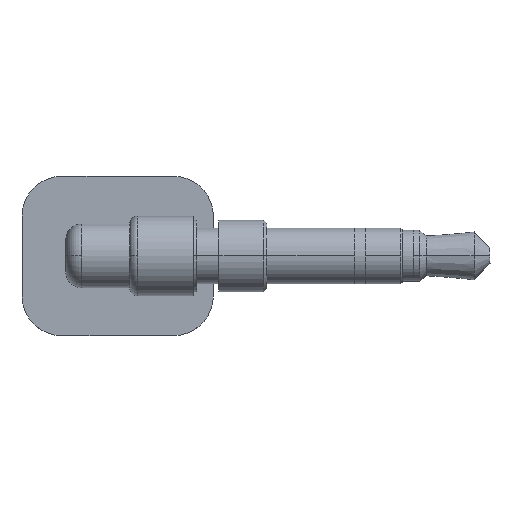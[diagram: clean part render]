
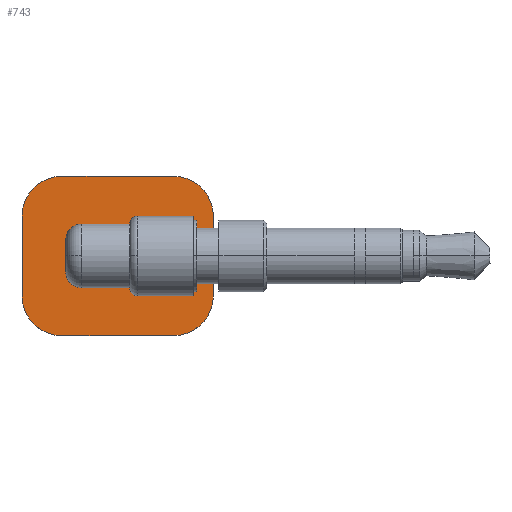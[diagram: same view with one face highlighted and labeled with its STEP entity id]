
A CAD part, top view. The second image highlights one B-rep face of the part: STEP entity #743.
In plain terms, the highlighted planar face has unit normal (0, 0, 1).
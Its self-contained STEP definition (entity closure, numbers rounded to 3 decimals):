
#76 = VERTEX_POINT('',#77);
#77 = CARTESIAN_POINT('',(0.,2.5,1.619));
#83 = EDGE_CURVE('',#76,#84,#86,.T.);
#84 = VERTEX_POINT('',#85);
#85 = CARTESIAN_POINT('',(0.,7.5,1.619));
#86 = LINE('',#87,#88);
#87 = CARTESIAN_POINT('',(0.,2.5,1.619));
#88 = VECTOR('',#89,1.);
#89 = DIRECTION('',(0.,1.,0.));
#114 = EDGE_CURVE('',#84,#115,#117,.T.);
#115 = VERTEX_POINT('',#116);
#116 = CARTESIAN_POINT('',(2.5,10.,1.619));
#117 = CIRCLE('',#118,2.499);
#118 = AXIS2_PLACEMENT_3D('',#119,#120,#121);
#119 = CARTESIAN_POINT('',(2.499,7.501,1.619));
#120 = DIRECTION('',(0.,0.,-1.));
#121 = DIRECTION('',(-1.,0.,-0.));
#147 = EDGE_CURVE('',#115,#148,#150,.T.);
#148 = VERTEX_POINT('',#149);
#149 = CARTESIAN_POINT('',(9.5,10.,1.619));
#150 = LINE('',#151,#152);
#151 = CARTESIAN_POINT('',(2.5,10.,1.619));
#152 = VECTOR('',#153,1.);
#153 = DIRECTION('',(1.,0.,0.));
#178 = EDGE_CURVE('',#148,#179,#181,.T.);
#179 = VERTEX_POINT('',#180);
#180 = CARTESIAN_POINT('',(12.,7.5,1.619));
#181 = CIRCLE('',#182,2.499);
#182 = AXIS2_PLACEMENT_3D('',#183,#184,#185);
#183 = CARTESIAN_POINT('',(9.501,7.501,1.619));
#184 = DIRECTION('',(0.,0.,-1.));
#185 = DIRECTION('',(0.,1.,0.));
#211 = EDGE_CURVE('',#179,#212,#214,.T.);
#212 = VERTEX_POINT('',#213);
#213 = CARTESIAN_POINT('',(12.,2.504,1.619));
#214 = LINE('',#215,#216);
#215 = CARTESIAN_POINT('',(12.,7.5,1.619));
#216 = VECTOR('',#217,1.);
#217 = DIRECTION('',(0.,-1.,0.));
#242 = EDGE_CURVE('',#212,#243,#245,.T.);
#243 = VERTEX_POINT('',#244);
#244 = CARTESIAN_POINT('',(9.496,0.,1.619));
#245 = CIRCLE('',#246,2.503);
#246 = AXIS2_PLACEMENT_3D('',#247,#248,#249);
#247 = CARTESIAN_POINT('',(9.497,2.503,1.619));
#248 = DIRECTION('',(0.,0.,-1.));
#249 = DIRECTION('',(1.,0.001,0.));
#275 = EDGE_CURVE('',#243,#276,#278,.T.);
#276 = VERTEX_POINT('',#277);
#277 = CARTESIAN_POINT('',(2.5,0.,1.619));
#278 = LINE('',#279,#280);
#279 = CARTESIAN_POINT('',(9.496,0.,1.619));
#280 = VECTOR('',#281,1.);
#281 = DIRECTION('',(-1.,0.,0.));
#306 = EDGE_CURVE('',#276,#76,#307,.T.);
#307 = CIRCLE('',#308,2.499);
#308 = AXIS2_PLACEMENT_3D('',#309,#310,#311);
#309 = CARTESIAN_POINT('',(2.499,2.499,1.619));
#310 = DIRECTION('',(0.,0.,-1.));
#311 = DIRECTION('',(0.,-1.,0.));
#332 = VERTEX_POINT('',#333);
#333 = CARTESIAN_POINT('',(4.75,5.35,1.619));
#339 = EDGE_CURVE('',#332,#340,#342,.T.);
#340 = VERTEX_POINT('',#341);
#341 = CARTESIAN_POINT('',(4.75,4.65,1.619));
#342 = LINE('',#343,#344);
#343 = CARTESIAN_POINT('',(4.75,5.35,1.619));
#344 = VECTOR('',#345,1.);
#345 = DIRECTION('',(0.,-1.,0.));
#370 = EDGE_CURVE('',#340,#371,#373,.T.);
#371 = VERTEX_POINT('',#372);
#372 = CARTESIAN_POINT('',(5.25,4.65,1.619));
#373 = CIRCLE('',#374,0.25);
#374 = AXIS2_PLACEMENT_3D('',#375,#376,#377);
#375 = CARTESIAN_POINT('',(5.,4.65,1.619));
#376 = DIRECTION('',(0.,0.,1.));
#377 = DIRECTION('',(-1.,0.,0.));
#403 = EDGE_CURVE('',#371,#404,#406,.T.);
#404 = VERTEX_POINT('',#405);
#405 = CARTESIAN_POINT('',(5.25,5.35,1.619));
#406 = LINE('',#407,#408);
#407 = CARTESIAN_POINT('',(5.25,4.65,1.619));
#408 = VECTOR('',#409,1.);
#409 = DIRECTION('',(0.,1.,0.));
#434 = EDGE_CURVE('',#404,#332,#435,.T.);
#435 = CIRCLE('',#436,0.25);
#436 = AXIS2_PLACEMENT_3D('',#437,#438,#439);
#437 = CARTESIAN_POINT('',(5.,5.35,1.619));
#438 = DIRECTION('',(0.,0.,1.));
#439 = DIRECTION('',(1.,0.,-0.));
#460 = VERTEX_POINT('',#461);
#461 = CARTESIAN_POINT('',(9.75,5.35,1.619));
#467 = EDGE_CURVE('',#460,#468,#470,.T.);
#468 = VERTEX_POINT('',#469);
#469 = CARTESIAN_POINT('',(9.75,4.65,1.619));
#470 = LINE('',#471,#472);
#471 = CARTESIAN_POINT('',(9.75,5.35,1.619));
#472 = VECTOR('',#473,1.);
#473 = DIRECTION('',(0.,-1.,0.));
#498 = EDGE_CURVE('',#468,#499,#501,.T.);
#499 = VERTEX_POINT('',#500);
#500 = CARTESIAN_POINT('',(10.25,4.65,1.619));
#501 = CIRCLE('',#502,0.25);
#502 = AXIS2_PLACEMENT_3D('',#503,#504,#505);
#503 = CARTESIAN_POINT('',(10.,4.65,1.619));
#504 = DIRECTION('',(0.,0.,1.));
#505 = DIRECTION('',(-1.,0.,-0.));
#531 = EDGE_CURVE('',#499,#532,#534,.T.);
#532 = VERTEX_POINT('',#533);
#533 = CARTESIAN_POINT('',(10.25,5.35,1.619));
#534 = LINE('',#535,#536);
#535 = CARTESIAN_POINT('',(10.25,4.65,1.619));
#536 = VECTOR('',#537,1.);
#537 = DIRECTION('',(0.,1.,0.));
#562 = EDGE_CURVE('',#532,#460,#563,.T.);
#563 = CIRCLE('',#564,0.25);
#564 = AXIS2_PLACEMENT_3D('',#565,#566,#567);
#565 = CARTESIAN_POINT('',(10.,5.35,1.619));
#566 = DIRECTION('',(0.,0.,1.));
#567 = DIRECTION('',(1.,0.,0.));
#588 = VERTEX_POINT('',#589);
#589 = CARTESIAN_POINT('',(7.25,5.35,1.619));
#595 = EDGE_CURVE('',#588,#596,#598,.T.);
#596 = VERTEX_POINT('',#597);
#597 = CARTESIAN_POINT('',(7.25,4.65,1.619));
#598 = LINE('',#599,#600);
#599 = CARTESIAN_POINT('',(7.25,5.35,1.619));
#600 = VECTOR('',#601,1.);
#601 = DIRECTION('',(0.,-1.,0.));
#626 = EDGE_CURVE('',#596,#627,#629,.T.);
#627 = VERTEX_POINT('',#628);
#628 = CARTESIAN_POINT('',(7.75,4.65,1.619));
#629 = CIRCLE('',#630,0.25);
#630 = AXIS2_PLACEMENT_3D('',#631,#632,#633);
#631 = CARTESIAN_POINT('',(7.5,4.65,1.619));
#632 = DIRECTION('',(0.,0.,1.));
#633 = DIRECTION('',(-1.,0.,0.));
#659 = EDGE_CURVE('',#627,#660,#662,.T.);
#660 = VERTEX_POINT('',#661);
#661 = CARTESIAN_POINT('',(7.75,5.35,1.619));
#662 = LINE('',#663,#664);
#663 = CARTESIAN_POINT('',(7.75,4.65,1.619));
#664 = VECTOR('',#665,1.);
#665 = DIRECTION('',(0.,1.,0.));
#690 = EDGE_CURVE('',#660,#588,#691,.T.);
#691 = CIRCLE('',#692,0.25);
#692 = AXIS2_PLACEMENT_3D('',#693,#694,#695);
#693 = CARTESIAN_POINT('',(7.5,5.35,1.619));
#694 = DIRECTION('',(0.,0.,1.));
#695 = DIRECTION('',(1.,0.,-0.));
#743 = ADVANCED_FACE('',(#744,#754,#760,#766),#772,.F.);
#744 = FACE_BOUND('',#745,.F.);
#745 = EDGE_LOOP('',(#746,#747,#748,#749,#750,#751,#752,#753));
#746 = ORIENTED_EDGE('',*,*,#83,.T.);
#747 = ORIENTED_EDGE('',*,*,#114,.T.);
#748 = ORIENTED_EDGE('',*,*,#147,.T.);
#749 = ORIENTED_EDGE('',*,*,#178,.T.);
#750 = ORIENTED_EDGE('',*,*,#211,.T.);
#751 = ORIENTED_EDGE('',*,*,#242,.T.);
#752 = ORIENTED_EDGE('',*,*,#275,.T.);
#753 = ORIENTED_EDGE('',*,*,#306,.T.);
#754 = FACE_BOUND('',#755,.F.);
#755 = EDGE_LOOP('',(#756,#757,#758,#759));
#756 = ORIENTED_EDGE('',*,*,#339,.T.);
#757 = ORIENTED_EDGE('',*,*,#370,.T.);
#758 = ORIENTED_EDGE('',*,*,#403,.T.);
#759 = ORIENTED_EDGE('',*,*,#434,.T.);
#760 = FACE_BOUND('',#761,.F.);
#761 = EDGE_LOOP('',(#762,#763,#764,#765));
#762 = ORIENTED_EDGE('',*,*,#467,.T.);
#763 = ORIENTED_EDGE('',*,*,#498,.T.);
#764 = ORIENTED_EDGE('',*,*,#531,.T.);
#765 = ORIENTED_EDGE('',*,*,#562,.T.);
#766 = FACE_BOUND('',#767,.F.);
#767 = EDGE_LOOP('',(#768,#769,#770,#771));
#768 = ORIENTED_EDGE('',*,*,#595,.T.);
#769 = ORIENTED_EDGE('',*,*,#626,.T.);
#770 = ORIENTED_EDGE('',*,*,#659,.T.);
#771 = ORIENTED_EDGE('',*,*,#690,.T.);
#772 = PLANE('',#773);
#773 = AXIS2_PLACEMENT_3D('',#774,#775,#776);
#774 = CARTESIAN_POINT('',(6.,5.,1.619));
#775 = DIRECTION('',(-0.,-0.,-1.));
#776 = DIRECTION('',(-1.,0.,0.));
